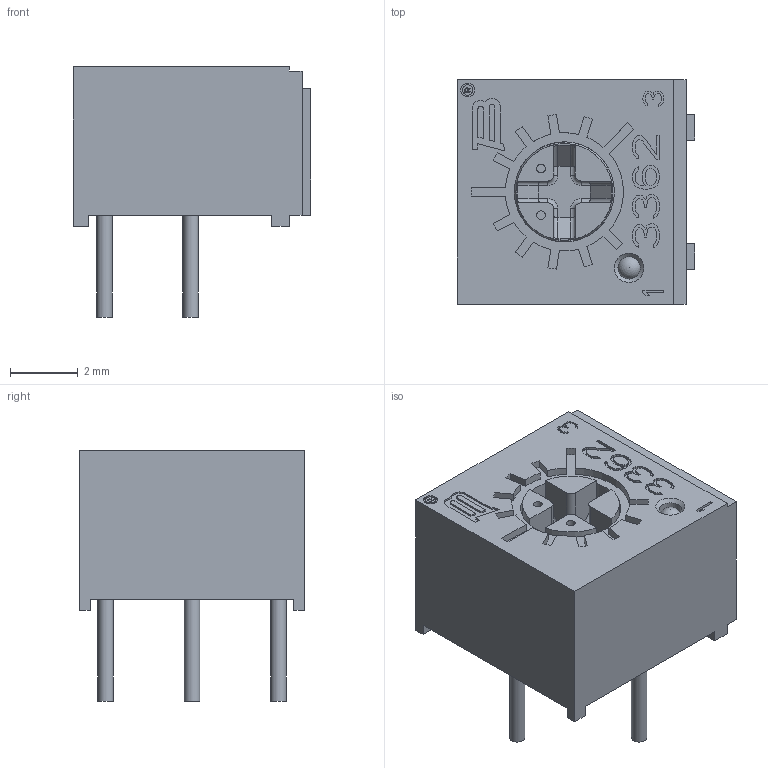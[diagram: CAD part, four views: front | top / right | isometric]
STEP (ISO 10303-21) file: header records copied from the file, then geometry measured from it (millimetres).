
FILE_DESCRIPTION(/* description */ (''),/* implementation_level */ '2;1');
FILE_NAME(/* name */ 'Bourns 3362P-1.step',/* time_stamp */ '2022-06-17T02:30:58+01:00',/* author */ (''),/* organization */ (''),/* preprocessor_version */ 'ST-DEVELOPER v19',/* originating_system */ 'Autodesk Translation Framework v11.7.0.108',/* authorisation */ '');
FILE_SCHEMA (('AUTOMOTIVE_DESIGN { 1 0 10303 214 3 1 1 }'));
Length unit declared in the file: millimetre
Products named in the file (1): Bourns 3362P-1
Bounding box: 6.99 x 6.6 x 7.37 mm (x, y, z)
Volume: 188.7 mm3; surface area: 279.5 mm2
Topology: 1 solids, 1 shells, 488 faces, 1371 edges, 906 vertices
Faces by surface type: plane 408, cylinder 63, torus 13, cone 3, sphere 1
Full cylindrical faces by diameter (mm): 0.254 x2, 0.305 x1, 0.406 x1, 0.457 x3, 0.66 x1, 2.845 x1, 2.946 x1, 3.505 x1
Entity records: 15865 total; most frequent: CARTESIAN_POINT 3051, ORIENTED_EDGE 2740, DIRECTION 2473, EDGE_CURVE 1370, LINE 1205, VECTOR 1205, VERTEX_POINT 906, AXIS2_PLACEMENT_3D 634
